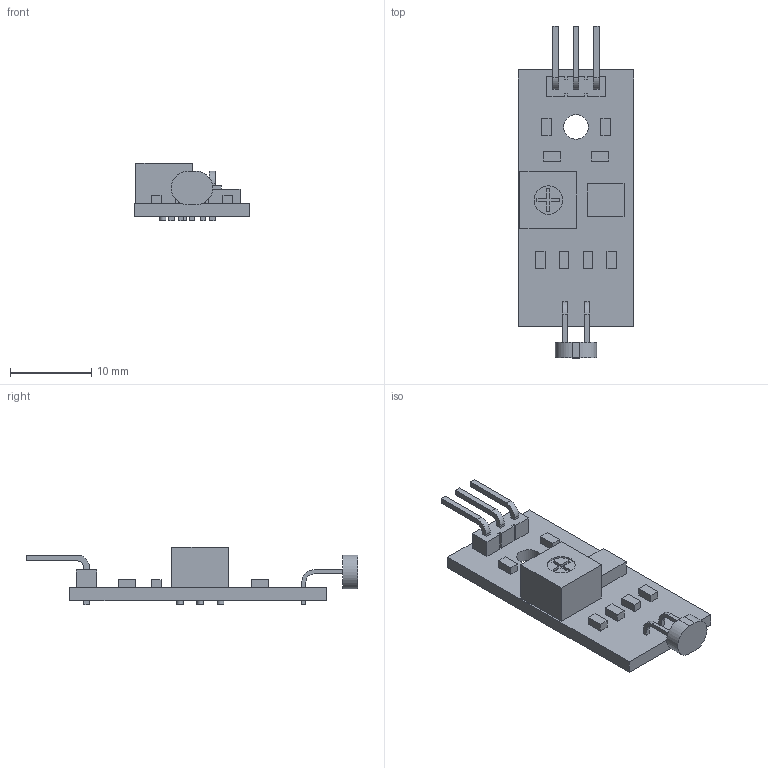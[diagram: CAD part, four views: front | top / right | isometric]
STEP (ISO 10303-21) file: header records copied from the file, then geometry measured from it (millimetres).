
FILE_DESCRIPTION(/* description */ (''),/* implementation_level */ '2;1');
FILE_NAME(/* name */ 'Light sensor LDR v1.step',/* time_stamp */ '2022-10-30T12:22:15+01:00',/* author */ (''),/* organization */ (''),/* preprocessor_version */ 'ST-DEVELOPER v19.2',/* originating_system */ 'Autodesk Translation Framework v11.17.0.187',/* authorisation */ '');
FILE_SCHEMA (('AUTOMOTIVE_DESIGN { 1 0 10303 214 3 1 1 }'));
Length unit declared in the file: millimetre
Products named in the file (2): Light sensor LDR; Componente1
Assembly tree (1 placements, depth 2):
  Light sensor LDR
    Componente1
Bounding box: 14.2 x 40.8 x 7.1 mm (x, y, z)
Volume: 1088.4 mm3; surface area: 1487.1 mm2
Topology: 1 solids, 1 shells, 173 faces, 435 edges, 290 vertices
Faces by surface type: plane 156, cylinder 17
Full cylindrical faces by diameter (mm): 0.8 x3, 3 x1, 3.5 x1
Entity records: 5358 total; most frequent: CARTESIAN_POINT 901, ORIENTED_EDGE 870, DIRECTION 821, EDGE_CURVE 435, LINE 401, VECTOR 401, VERTEX_POINT 290, AXIS2_PLACEMENT_3D 210
